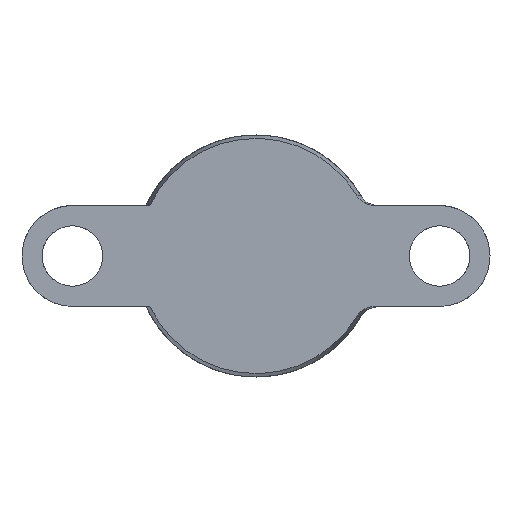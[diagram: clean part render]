
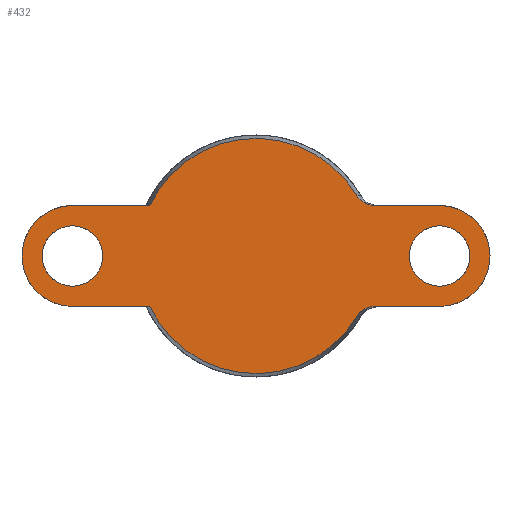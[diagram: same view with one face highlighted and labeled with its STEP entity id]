
A CAD part, front view. The second image highlights one B-rep face of the part: STEP entity #432.
In plain terms, the highlighted planar face has unit normal (0, -1, 0).
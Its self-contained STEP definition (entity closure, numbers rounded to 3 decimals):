
#3 = ORIENTED_EDGE ( 'NONE', *, *, #126, .T. ) ;
#10 = CIRCLE ( 'NONE', #30, 29.143 ) ;
#19 = CARTESIAN_POINT ( 'NONE',  ( -15., 0., -12.5 ) ) ;
#21 = CARTESIAN_POINT ( 'NONE',  ( -45.5, 0., 0. ) ) ;
#30 = AXIS2_PLACEMENT_3D ( 'NONE', #818, #719, #622 ) ;
#31 = CIRCLE ( 'NONE', #196, 7.5 ) ;
#36 = CARTESIAN_POINT ( 'NONE',  ( 45.5, 0., 7.5 ) ) ;
#50 = AXIS2_PLACEMENT_3D ( 'NONE', #481, #1177, #1079 ) ;
#55 = CARTESIAN_POINT ( 'NONE',  ( -15., 0., 12.5 ) ) ;
#64 = ORIENTED_EDGE ( 'NONE', *, *, #251, .F. ) ;
#82 = DIRECTION ( 'NONE',  ( 1., 0., 0. ) ) ;
#105 = CARTESIAN_POINT ( 'NONE',  ( 26.144, 0., 13.642 ) ) ;
#107 = CIRCLE ( 'NONE', #560, 7.5 ) ;
#126 = EDGE_CURVE ( 'NONE', #588, #215, #10, .T. ) ;
#168 = CARTESIAN_POINT ( 'NONE',  ( 25.011, 0., -14.959 ) ) ;
#169 = ORIENTED_EDGE ( 'NONE', *, *, #826, .T. ) ;
#177 = AXIS2_PLACEMENT_3D ( 'NONE', #1133, #927, #1121 ) ;
#196 = AXIS2_PLACEMENT_3D ( 'NONE', #921, #721, #747 ) ;
#211 = DIRECTION ( 'NONE',  ( 1., 0., 0. ) ) ;
#215 = VERTEX_POINT ( 'NONE', #168 ) ;
#220 = CARTESIAN_POINT ( 'NONE',  ( 26.495, 0., 13.38 ) ) ;
#231 = DIRECTION ( 'NONE',  ( 0., 0., -1. ) ) ;
#243 = DIRECTION ( 'NONE',  ( -1., 0., 0. ) ) ;
#249 = CARTESIAN_POINT ( 'NONE',  ( -26.326, 0., -12.5 ) ) ;
#251 = EDGE_CURVE ( 'NONE', #1117, #1197, #337, .T. ) ;
#278 = CARTESIAN_POINT ( 'NONE',  ( 26.862, 0., -13.142 ) ) ;
#279 = VECTOR ( 'NONE', #243, 1000. ) ;
#286 = CARTESIAN_POINT ( 'NONE',  ( 25.011, 0., -14.959 ) ) ;
#303 = CARTESIAN_POINT ( 'NONE',  ( 28.502, 0., 12.556 ) ) ;
#337 = LINE ( 'NONE', #733, #279 ) ;
#341 = CARTESIAN_POINT ( 'NONE',  ( -26.326, 0., 12.5 ) ) ;
#350 = EDGE_CURVE ( 'NONE', #215, #1197, #1240, .T. ) ;
#379 = VERTEX_POINT ( 'NONE', #872 ) ;
#394 = CARTESIAN_POINT ( 'NONE',  ( 25.237, 0., -14.58 ) ) ;
#411 = CARTESIAN_POINT ( 'NONE',  ( 25.237, 0., 14.58 ) ) ;
#418 = VERTEX_POINT ( 'NONE', #36 ) ;
#430 = ORIENTED_EDGE ( 'NONE', *, *, #1176, .F. ) ;
#432 = ADVANCED_FACE ( 'NONE', ( #585, #676, #961 ), #580, .F. ) ;
#434 = CIRCLE ( 'NONE', #1033, 12.5 ) ;
#474 = CARTESIAN_POINT ( 'NONE',  ( 26.146, 0., -13.64 ) ) ;
#481 = CARTESIAN_POINT ( 'NONE',  ( -29.143, 0., 0. ) ) ;
#492 = ORIENTED_EDGE ( 'NONE', *, *, #350, .T. ) ;
#494 = VERTEX_POINT ( 'NONE', #516 ) ;
#516 = CARTESIAN_POINT ( 'NONE',  ( -45.5, 0., -12.5 ) ) ;
#523 = ORIENTED_EDGE ( 'NONE', *, *, #1029, .T. ) ;
#529 = CARTESIAN_POINT ( 'NONE',  ( -45.5, 0., 7.5 ) ) ;
#536 = DIRECTION ( 'NONE',  ( 0., 1., 0. ) ) ;
#546 = DIRECTION ( 'NONE',  ( -1., 0., 0. ) ) ;
#560 = AXIS2_PLACEMENT_3D ( 'NONE', #21, #1082, #988 ) ;
#566 = CIRCLE ( 'NONE', #612, 29.143 ) ;
#567 = CARTESIAN_POINT ( 'NONE',  ( 28.503, 0., -12.556 ) ) ;
#573 = CARTESIAN_POINT ( 'NONE',  ( 29.374, 0., -12.5 ) ) ;
#580 = PLANE ( 'NONE',  #50 ) ;
#585 = FACE_OUTER_BOUND ( 'NONE', #766, .T. ) ;
#586 = VERTEX_POINT ( 'NONE', #738 ) ;
#588 = VERTEX_POINT ( 'NONE', #249 ) ;
#595 = EDGE_CURVE ( 'NONE', #1051, #1207, #940, .T. ) ;
#598 = CARTESIAN_POINT ( 'NONE',  ( 27.869, 0., 12.721 ) ) ;
#607 = CARTESIAN_POINT ( 'NONE',  ( 27.253, 0., 12.954 ) ) ;
#612 = AXIS2_PLACEMENT_3D ( 'NONE', #969, #1069, #764 ) ;
#622 = DIRECTION ( 'NONE',  ( 0., 0., -1. ) ) ;
#628 = VERTEX_POINT ( 'NONE', #529 ) ;
#668 = CARTESIAN_POINT ( 'NONE',  ( 28.933, 0., -12.5 ) ) ;
#676 = FACE_BOUND ( 'NONE', #1181, .T. ) ;
#682 = CARTESIAN_POINT ( 'NONE',  ( 27.662, 0., -12.789 ) ) ;
#684 = VECTOR ( 'NONE', #82, 1000. ) ;
#694 = EDGE_CURVE ( 'NONE', #1207, #494, #1002, .T. ) ;
#696 = CARTESIAN_POINT ( 'NONE',  ( 26.678, 0., 13.261 ) ) ;
#712 = EDGE_CURVE ( 'NONE', #586, #1051, #566, .T. ) ;
#719 = DIRECTION ( 'NONE',  ( 0., -1., 0. ) ) ;
#721 = DIRECTION ( 'NONE',  ( 0., 1., 0. ) ) ;
#724 = ORIENTED_EDGE ( 'NONE', *, *, #595, .T. ) ;
#733 = CARTESIAN_POINT ( 'NONE',  ( 15., 0., -12.5 ) ) ;
#738 = CARTESIAN_POINT ( 'NONE',  ( 25.011, 0., 14.959 ) ) ;
#747 = DIRECTION ( 'NONE',  ( 0., 0., 1. ) ) ;
#764 = DIRECTION ( 'NONE',  ( 0., 0., -1. ) ) ;
#765 = CARTESIAN_POINT ( 'NONE',  ( 27.255, 0., -12.953 ) ) ;
#766 = EDGE_LOOP ( 'NONE', ( #430, #889, #981, #724, #1270, #169, #3, #492, #64, #979 ) ) ;
#775 = LINE ( 'NONE', #967, #684 ) ;
#784 = CARTESIAN_POINT ( 'NONE',  ( 26.497, 0., -13.379 ) ) ;
#791 = CARTESIAN_POINT ( 'NONE',  ( 25.508, 0., -14.24 ) ) ;
#818 = CARTESIAN_POINT ( 'NONE',  ( 0., 0., 0. ) ) ;
#826 = EDGE_CURVE ( 'NONE', #494, #588, #1274, .T. ) ;
#838 = VERTEX_POINT ( 'NONE', #901 ) ;
#839 = VECTOR ( 'NONE', #546, 1000. ) ;
#841 = EDGE_CURVE ( 'NONE', #379, #586, #1259, .T. ) ;
#867 = EDGE_LOOP ( 'NONE', ( #1065 ) ) ;
#872 = CARTESIAN_POINT ( 'NONE',  ( 29.374, 0., 12.5 ) ) ;
#886 = CARTESIAN_POINT ( 'NONE',  ( 25.507, 0., 14.24 ) ) ;
#889 = ORIENTED_EDGE ( 'NONE', *, *, #841, .T. ) ;
#900 = CARTESIAN_POINT ( 'NONE',  ( -45.5, 0., 12.5 ) ) ;
#901 = CARTESIAN_POINT ( 'NONE',  ( 45.5, 0., 12.5 ) ) ;
#912 = CARTESIAN_POINT ( 'NONE',  ( 27.057, 0., 13.048 ) ) ;
#921 = CARTESIAN_POINT ( 'NONE',  ( 45.5, 0., 0. ) ) ;
#927 = DIRECTION ( 'NONE',  ( 0., -1., 0. ) ) ;
#940 = LINE ( 'NONE', #55, #839 ) ;
#941 = VECTOR ( 'NONE', #211, 1000. ) ;
#961 = FACE_BOUND ( 'NONE', #867, .T. ) ;
#965 = CARTESIAN_POINT ( 'NONE',  ( 25.977, 0., -13.784 ) ) ;
#967 = CARTESIAN_POINT ( 'NONE',  ( 15., 0., 12.5 ) ) ;
#969 = CARTESIAN_POINT ( 'NONE',  ( 0., 0., 0. ) ) ;
#970 = CARTESIAN_POINT ( 'NONE',  ( 27.871, 0., -12.72 ) ) ;
#979 = ORIENTED_EDGE ( 'NONE', *, *, #1032, .F. ) ;
#981 = ORIENTED_EDGE ( 'NONE', *, *, #712, .T. ) ;
#988 = DIRECTION ( 'NONE',  ( 0., 0., 1. ) ) ;
#990 = CARTESIAN_POINT ( 'NONE',  ( 27.659, 0., 12.79 ) ) ;
#1002 = CIRCLE ( 'NONE', #177, 12.5 ) ;
#1014 = CARTESIAN_POINT ( 'NONE',  ( 45.5, 0., 0. ) ) ;
#1029 = EDGE_CURVE ( 'NONE', #418, #418, #31, .T. ) ;
#1032 = EDGE_CURVE ( 'NONE', #838, #1117, #434, .T. ) ;
#1033 = AXIS2_PLACEMENT_3D ( 'NONE', #1014, #536, #231 ) ;
#1051 = VERTEX_POINT ( 'NONE', #341 ) ;
#1065 = ORIENTED_EDGE ( 'NONE', *, *, #1280, .F. ) ;
#1069 = DIRECTION ( 'NONE',  ( 0., -1., 0. ) ) ;
#1079 = DIRECTION ( 'NONE',  ( 0., 0., 1. ) ) ;
#1082 = DIRECTION ( 'NONE',  ( 0., -1., 0. ) ) ;
#1085 = CARTESIAN_POINT ( 'NONE',  ( 28.933, 0., 12.5 ) ) ;
#1103 = CARTESIAN_POINT ( 'NONE',  ( 25.976, 0., 13.785 ) ) ;
#1117 = VERTEX_POINT ( 'NONE', #1143 ) ;
#1121 = DIRECTION ( 'NONE',  ( 0., 0., -1. ) ) ;
#1133 = CARTESIAN_POINT ( 'NONE',  ( -45.5, 0., 0. ) ) ;
#1143 = CARTESIAN_POINT ( 'NONE',  ( 45.5, 0., -12.5 ) ) ;
#1176 = EDGE_CURVE ( 'NONE', #379, #838, #775, .T. ) ;
#1177 = DIRECTION ( 'NONE',  ( 0., 1., 0. ) ) ;
#1181 = EDGE_LOOP ( 'NONE', ( #523 ) ) ;
#1193 = CARTESIAN_POINT ( 'NONE',  ( 29.374, 0., 12.5 ) ) ;
#1197 = VERTEX_POINT ( 'NONE', #1198 ) ;
#1198 = CARTESIAN_POINT ( 'NONE',  ( 29.374, 0., -12.5 ) ) ;
#1204 = CARTESIAN_POINT ( 'NONE',  ( 25.011, 0., 14.959 ) ) ;
#1207 = VERTEX_POINT ( 'NONE', #900 ) ;
#1240 = B_SPLINE_CURVE_WITH_KNOTS ( 'NONE', 3,
 ( #286, #394, #791, #965, #474, #784, #278, #765, #682, #970, #567, #668, #573 ),
 .UNSPECIFIED., .F., .F.,
 ( 4, 2, 2, 1, 2, 2, 4 ),
 ( 0., 0.001, 0.002, 0.003, 0.003, 0.004, 0.005 ),
 .UNSPECIFIED. ) ;
#1259 = B_SPLINE_CURVE_WITH_KNOTS ( 'NONE', 3,
 ( #1193, #1085, #303, #598, #990, #607, #912, #696, #220, #105, #1103, #886, #411, #1204 ),
 .UNSPECIFIED., .F., .F.,
 ( 4, 2, 2, 2, 2, 2, 4 ),
 ( 0., 0.001, 0.002, 0.003, 0.003, 0.004, 0.005 ),
 .UNSPECIFIED. ) ;
#1270 = ORIENTED_EDGE ( 'NONE', *, *, #694, .T. ) ;
#1274 = LINE ( 'NONE', #19, #941 ) ;
#1280 = EDGE_CURVE ( 'NONE', #628, #628, #107, .T. ) ;
